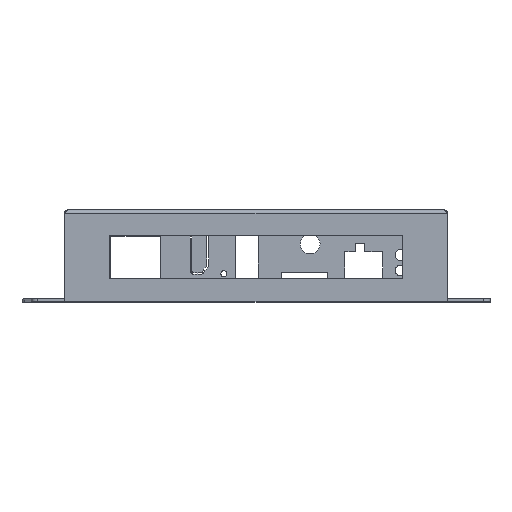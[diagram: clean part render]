
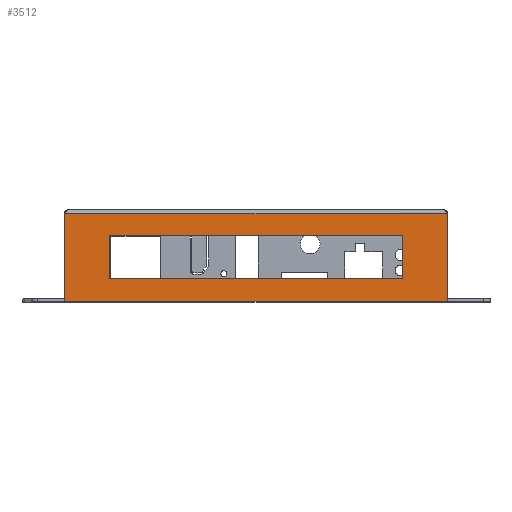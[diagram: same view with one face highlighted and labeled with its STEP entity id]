
A CAD part, top view. The second image highlights one B-rep face of the part: STEP entity #3512.
In plain terms, the highlighted planar face has unit normal (0, 0, 1).
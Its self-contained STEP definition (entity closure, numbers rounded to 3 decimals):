
#3 = LINE ( 'NONE', #2589, #1193 ) ;
#174 = LINE ( 'NONE', #5610, #6838 ) ;
#241 = CARTESIAN_POINT ( 'NONE',  ( -61.944, 0., 53.776 ) ) ;
#339 = LINE ( 'NONE', #9205, #8000 ) ;
#418 = VERTEX_POINT ( 'NONE', #4048 ) ;
#697 = EDGE_CURVE ( 'NONE', #3001, #418, #6043, .T. ) ;
#890 = ORIENTED_EDGE ( 'NONE', *, *, #9614, .T. ) ;
#1036 = CARTESIAN_POINT ( 'NONE',  ( 63.256, 0., 53.776 ) ) ;
#1057 = CARTESIAN_POINT ( 'NONE',  ( -61.944, 28.8, 53.776 ) ) ;
#1090 = FACE_BOUND ( 'NONE', #7223, .T. ) ;
#1123 = DIRECTION ( 'NONE',  ( -1., 0., 0. ) ) ;
#1147 = DIRECTION ( 'NONE',  ( 0., -1., 0. ) ) ;
#1193 = VECTOR ( 'NONE', #1123, 1000. ) ;
#1299 = EDGE_CURVE ( 'NONE', #7303, #7815, #174, .T. ) ;
#1616 = LINE ( 'NONE', #5204, #9498 ) ;
#1798 = EDGE_CURVE ( 'NONE', #418, #3052, #339, .T. ) ;
#2008 = ORIENTED_EDGE ( 'NONE', *, *, #7214, .F. ) ;
#2042 = AXIS2_PLACEMENT_3D ( 'NONE', #5947, #5177, #6698 ) ;
#2083 = EDGE_LOOP ( 'NONE', ( #7934, #2661, #6886, #890 ) ) ;
#2239 = VECTOR ( 'NONE', #5606, 1000. ) ;
#2505 = CARTESIAN_POINT ( 'NONE',  ( -61.944, 0., 53.776 ) ) ;
#2589 = CARTESIAN_POINT ( 'NONE',  ( -60.744, 28.8, 53.776 ) ) ;
#2596 = CARTESIAN_POINT ( 'NONE',  ( 48.536, 21.72, 53.776 ) ) ;
#2661 = ORIENTED_EDGE ( 'NONE', *, *, #9024, .T. ) ;
#2674 = ORIENTED_EDGE ( 'NONE', *, *, #6006, .F. ) ;
#2780 = CARTESIAN_POINT ( 'NONE',  ( -47.284, 21.72, 53.776 ) ) ;
#2844 = DIRECTION ( 'NONE',  ( -1., 0., 0. ) ) ;
#3001 = VERTEX_POINT ( 'NONE', #4012 ) ;
#3041 = LINE ( 'NONE', #8846, #8893 ) ;
#3052 = VERTEX_POINT ( 'NONE', #2596 ) ;
#3122 = DIRECTION ( 'NONE',  ( 0., 1., 0. ) ) ;
#3512 = ADVANCED_FACE ( 'NONE', ( #1090, #5854 ), #8336, .F. ) ;
#3840 = LINE ( 'NONE', #2505, #9700 ) ;
#4012 = CARTESIAN_POINT ( 'NONE',  ( -47.284, 7.66, 53.776 ) ) ;
#4048 = CARTESIAN_POINT ( 'NONE',  ( 48.536, 7.66, 53.776 ) ) ;
#4892 = CARTESIAN_POINT ( 'NONE',  ( -47.284, 21.72, 53.776 ) ) ;
#5088 = DIRECTION ( 'NONE',  ( 0., -1., 0. ) ) ;
#5177 = DIRECTION ( 'NONE',  ( 0., 0., -1. ) ) ;
#5204 = CARTESIAN_POINT ( 'NONE',  ( -61.944, 0., 53.776 ) ) ;
#5424 = ORIENTED_EDGE ( 'NONE', *, *, #1798, .F. ) ;
#5538 = DIRECTION ( 'NONE',  ( 1., 0., 0. ) ) ;
#5606 = DIRECTION ( 'NONE',  ( 1., 0., 0. ) ) ;
#5610 = CARTESIAN_POINT ( 'NONE',  ( 63.256, 28.61, 53.776 ) ) ;
#5763 = ORIENTED_EDGE ( 'NONE', *, *, #697, .F. ) ;
#5854 = FACE_OUTER_BOUND ( 'NONE', #2083, .T. ) ;
#5947 = CARTESIAN_POINT ( 'NONE',  ( -61.944, 30., 53.776 ) ) ;
#5949 = LINE ( 'NONE', #2780, #6192 ) ;
#6006 = EDGE_CURVE ( 'NONE', #3052, #7891, #5949, .T. ) ;
#6043 = LINE ( 'NONE', #9522, #2239 ) ;
#6192 = VECTOR ( 'NONE', #2844, 1000. ) ;
#6397 = CARTESIAN_POINT ( 'NONE',  ( 63.256, 28.8, 53.776 ) ) ;
#6660 = EDGE_CURVE ( 'NONE', #9679, #9029, #1616, .T. ) ;
#6698 = DIRECTION ( 'NONE',  ( -1., 0., 0. ) ) ;
#6758 = DIRECTION ( 'NONE',  ( 0., 1., 0. ) ) ;
#6838 = VECTOR ( 'NONE', #1147, 1000. ) ;
#6886 = ORIENTED_EDGE ( 'NONE', *, *, #6660, .F. ) ;
#7214 = EDGE_CURVE ( 'NONE', #7891, #3001, #3041, .T. ) ;
#7223 = EDGE_LOOP ( 'NONE', ( #5763, #2008, #2674, #5424 ) ) ;
#7303 = VERTEX_POINT ( 'NONE', #6397 ) ;
#7815 = VERTEX_POINT ( 'NONE', #1036 ) ;
#7891 = VERTEX_POINT ( 'NONE', #4892 ) ;
#7934 = ORIENTED_EDGE ( 'NONE', *, *, #1299, .F. ) ;
#8000 = VECTOR ( 'NONE', #3122, 1000. ) ;
#8336 = PLANE ( 'NONE',  #2042 ) ;
#8846 = CARTESIAN_POINT ( 'NONE',  ( -47.284, 21.72, 53.776 ) ) ;
#8893 = VECTOR ( 'NONE', #5088, 1000. ) ;
#9024 = EDGE_CURVE ( 'NONE', #7303, #9029, #3, .T. ) ;
#9029 = VERTEX_POINT ( 'NONE', #1057 ) ;
#9205 = CARTESIAN_POINT ( 'NONE',  ( 48.536, 21.72, 53.776 ) ) ;
#9498 = VECTOR ( 'NONE', #6758, 1000. ) ;
#9522 = CARTESIAN_POINT ( 'NONE',  ( -47.284, 7.66, 53.776 ) ) ;
#9614 = EDGE_CURVE ( 'NONE', #9679, #7815, #3840, .T. ) ;
#9679 = VERTEX_POINT ( 'NONE', #241 ) ;
#9700 = VECTOR ( 'NONE', #5538, 1000. ) ;
